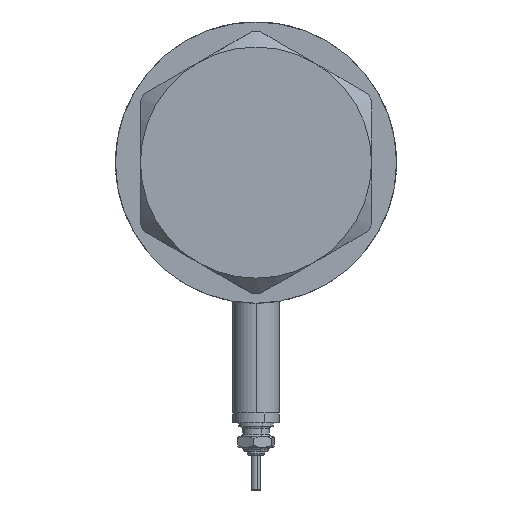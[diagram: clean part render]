
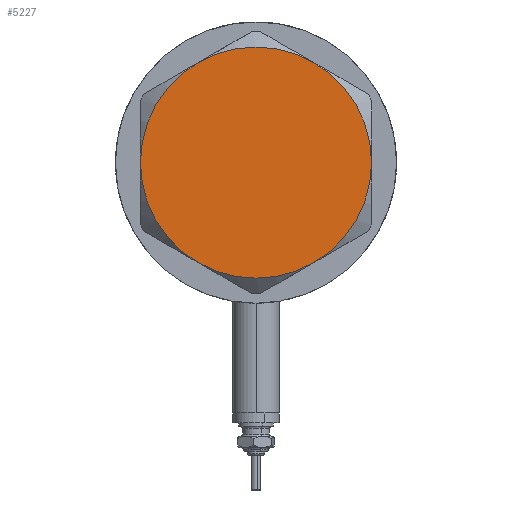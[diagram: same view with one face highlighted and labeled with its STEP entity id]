
A CAD part, left-side view. The second image highlights one B-rep face of the part: STEP entity #5227.
In plain terms, the highlighted face is planar.
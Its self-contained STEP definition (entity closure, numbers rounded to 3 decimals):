
#6 = DIRECTION ( 'NONE',  ( 1., 0., 0. ) ) ;
#28 = EDGE_CURVE ( 'NONE', #3680, #705, #1882, .T. ) ;
#79 = DIRECTION ( 'NONE',  ( 1., 0., 0. ) ) ;
#149 = VERTEX_POINT ( 'NONE', #232 ) ;
#162 = EDGE_CURVE ( 'NONE', #2514, #3680, #3797, .T. ) ;
#232 = CARTESIAN_POINT ( 'NONE',  ( -15., -25.981, 14.5 ) ) ;
#255 = CARTESIAN_POINT ( 'NONE',  ( 15., 25.981, 14.5 ) ) ;
#320 = ORIENTED_EDGE ( 'NONE', *, *, #162, .T. ) ;
#527 = DIRECTION ( 'NONE',  ( 0., 0., 1. ) ) ;
#554 = CARTESIAN_POINT ( 'NONE',  ( 0., 0., 14.5 ) ) ;
#587 = DIRECTION ( 'NONE',  ( 1., 0., 0. ) ) ;
#705 = VERTEX_POINT ( 'NONE', #1480 ) ;
#712 = DIRECTION ( 'NONE',  ( 1., 0., 0. ) ) ;
#747 = DIRECTION ( 'NONE',  ( 0., 0., 1. ) ) ;
#1003 = CARTESIAN_POINT ( 'NONE',  ( 0., 0., 14.5 ) ) ;
#1063 = ORIENTED_EDGE ( 'NONE', *, *, #2393, .T. ) ;
#1079 = EDGE_LOOP ( 'NONE', ( #2687, #1375, #320, #2491, #1063, #5410 ) ) ;
#1144 = CARTESIAN_POINT ( 'NONE',  ( -15., 25.981, 14.5 ) ) ;
#1256 = CARTESIAN_POINT ( 'NONE',  ( 0., 0., 14.5 ) ) ;
#1375 = ORIENTED_EDGE ( 'NONE', *, *, #4009, .T. ) ;
#1438 = AXIS2_PLACEMENT_3D ( 'NONE', #1003, #2324, #587 ) ;
#1480 = CARTESIAN_POINT ( 'NONE',  ( -30., 0., 14.5 ) ) ;
#1639 = AXIS2_PLACEMENT_3D ( 'NONE', #4204, #1927, #3323 ) ;
#1736 = CIRCLE ( 'NONE', #1639, 30. ) ;
#1856 = VERTEX_POINT ( 'NONE', #5330 ) ;
#1882 = CIRCLE ( 'NONE', #3313, 30. ) ;
#1904 = AXIS2_PLACEMENT_3D ( 'NONE', #554, #527, #79 ) ;
#1927 = DIRECTION ( 'NONE',  ( 0., 0., 1. ) ) ;
#1929 = AXIS2_PLACEMENT_3D ( 'NONE', #5315, #2443, #712 ) ;
#2181 = PLANE ( 'NONE',  #2603 ) ;
#2324 = DIRECTION ( 'NONE',  ( 0., 0., 1. ) ) ;
#2393 = EDGE_CURVE ( 'NONE', #705, #149, #5265, .T. ) ;
#2443 = DIRECTION ( 'NONE',  ( 0., 0., 1. ) ) ;
#2491 = ORIENTED_EDGE ( 'NONE', *, *, #28, .T. ) ;
#2514 = VERTEX_POINT ( 'NONE', #255 ) ;
#2576 = DIRECTION ( 'NONE',  ( 1., 0., 0. ) ) ;
#2603 = AXIS2_PLACEMENT_3D ( 'NONE', #4890, #747, #2576 ) ;
#2687 = ORIENTED_EDGE ( 'NONE', *, *, #4599, .T. ) ;
#2927 = CARTESIAN_POINT ( 'NONE',  ( 0., 0., 14.5 ) ) ;
#2997 = DIRECTION ( 'NONE',  ( 0., 0., 1. ) ) ;
#3304 = EDGE_CURVE ( 'NONE', #149, #4072, #4781, .T. ) ;
#3313 = AXIS2_PLACEMENT_3D ( 'NONE', #1256, #5850, #6 ) ;
#3323 = DIRECTION ( 'NONE',  ( 1., 0., 0. ) ) ;
#3680 = VERTEX_POINT ( 'NONE', #1144 ) ;
#3797 = CIRCLE ( 'NONE', #5731, 30. ) ;
#4009 = EDGE_CURVE ( 'NONE', #1856, #2514, #1736, .T. ) ;
#4072 = VERTEX_POINT ( 'NONE', #5115 ) ;
#4204 = CARTESIAN_POINT ( 'NONE',  ( 0., 0., 14.5 ) ) ;
#4449 = FACE_OUTER_BOUND ( 'NONE', #1079, .T. ) ;
#4599 = EDGE_CURVE ( 'NONE', #4072, #1856, #4797, .T. ) ;
#4781 = CIRCLE ( 'NONE', #1438, 30. ) ;
#4797 = CIRCLE ( 'NONE', #1929, 30. ) ;
#4890 = CARTESIAN_POINT ( 'NONE',  ( 0., 0., 14.5 ) ) ;
#5115 = CARTESIAN_POINT ( 'NONE',  ( 15., -25.981, 14.5 ) ) ;
#5227 = ADVANCED_FACE ( 'NONE', ( #4449 ), #2181, .T. ) ;
#5265 = CIRCLE ( 'NONE', #1904, 30. ) ;
#5273 = DIRECTION ( 'NONE',  ( 1., 0., 0. ) ) ;
#5315 = CARTESIAN_POINT ( 'NONE',  ( 0., 0., 14.5 ) ) ;
#5330 = CARTESIAN_POINT ( 'NONE',  ( 30., 0., 14.5 ) ) ;
#5410 = ORIENTED_EDGE ( 'NONE', *, *, #3304, .T. ) ;
#5731 = AXIS2_PLACEMENT_3D ( 'NONE', #2927, #2997, #5273 ) ;
#5850 = DIRECTION ( 'NONE',  ( 0., 0., 1. ) ) ;
